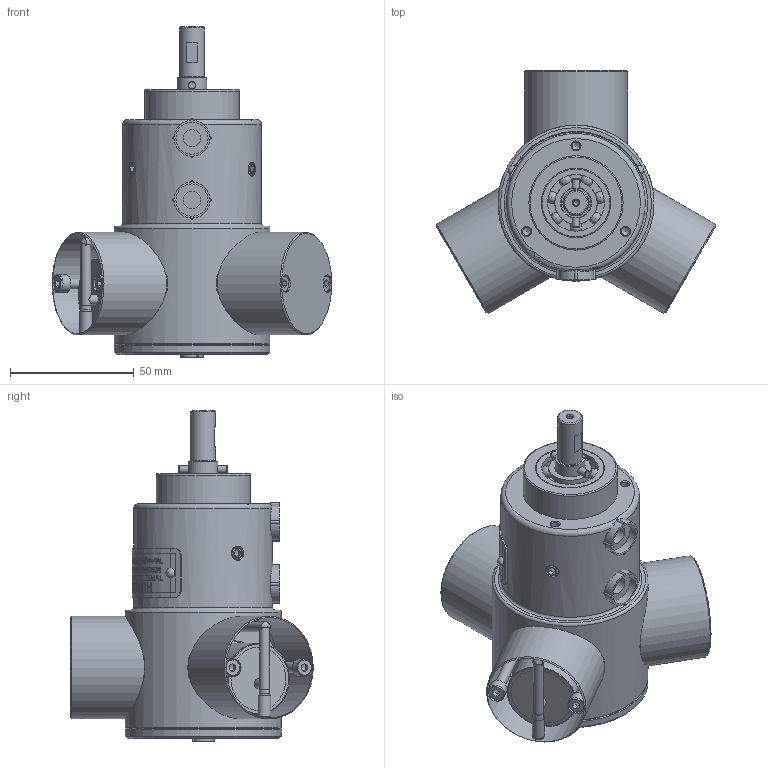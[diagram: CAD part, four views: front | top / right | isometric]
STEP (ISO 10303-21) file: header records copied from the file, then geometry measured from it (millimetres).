
FILE_DESCRIPTION(/* description */ (''),/* implementation_level */ '2;1');
FILE_NAME(/* name */ '970.15.stp',/* time_stamp */ '2023-02-21T09:02:04Z',/* author */ ('mark.aspinell'),/* organization */ (''),/* preprocessor_version */ 'ST-DEVELOPER v19.2',/* originating_system */ 'Autodesk Inventor 2023',/* authorisation */ '');
FILE_SCHEMA (('AUTOMOTIVE_DESIGN { 1 0 10303 214 3 1 1 }'));
Length unit declared in the file: millimetre
Products named in the file (1): Part1
Bounding box: 112.91 x 97.97 x 133.5 mm (x, y, z)
Volume: 342888.8 mm3; surface area: 133962.6 mm2
Topology: 57 solids, 57 shells, 2202 faces, 5725 edges, 3755 vertices
Faces by surface type: plane 921, bspline 648, cylinder 394, cone 137, torus 81, sphere 21
Full cylindrical faces by diameter (mm): 2 x3, 2.2 x2, 2.4 x2, 3 x2, 3.242 x12, 4 x15, 4.1 x9, 4.134 x9, 4.2 x11, 4.5 x3, 4.917 x3, 5 x8, 5.3 x1, 6 x4, 6.5 x3, 7 x14, 7.5 x3, 7.8 x3, 8.5 x1, 8.52 x2, 8.566 x3, 9 x3, 10 x2, 11.96 x1, 11.996 x1, 12 x5, 12.48 x2, 13 x2, 14 x2, 15.6 x1
Entity records: 88593 total; most frequent: CARTESIAN_POINT 35952, ORIENTED_EDGE 11296, DIRECTION 8693, EDGE_CURVE 5648, VERTEX_POINT 3755, AXIS2_PLACEMENT_3D 3100, EDGE_LOOP 2555, LINE 2493
